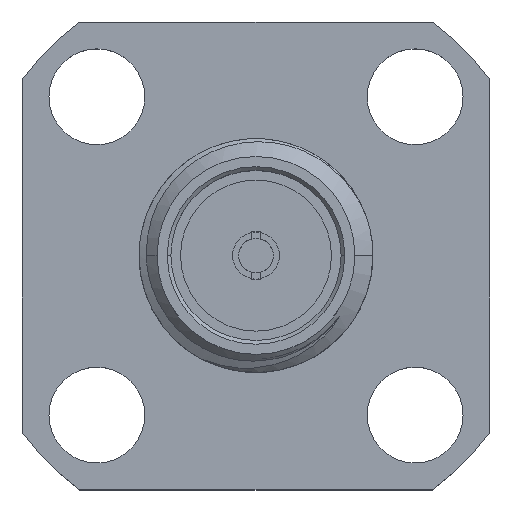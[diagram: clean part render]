
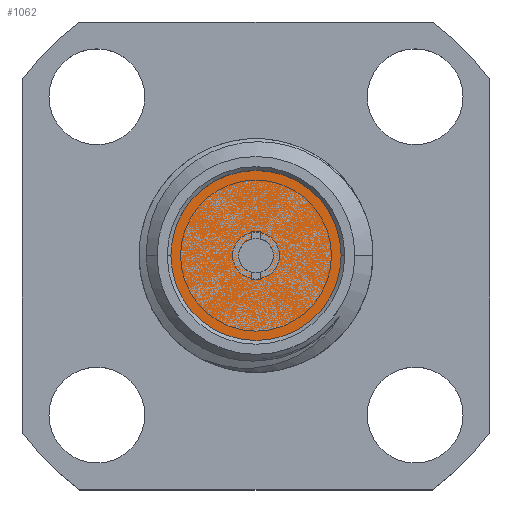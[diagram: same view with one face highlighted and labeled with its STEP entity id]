
A CAD part, top view. The second image highlights one B-rep face of the part: STEP entity #1062.
In plain terms, the highlighted planar face has unit normal (0, 0, 1).
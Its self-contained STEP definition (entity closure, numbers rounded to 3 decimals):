
#27 = EDGE_LOOP ( 'NONE', ( #5891, #5747 ) ) ;
#83 = CARTESIAN_POINT ( 'NONE',  ( 0.109, -0.644, 20.27 ) ) ;
#185 = CIRCLE ( 'NONE', #1573, 0.47 ) ;
#296 = VECTOR ( 'NONE', #5151, 1000. ) ;
#328 = CIRCLE ( 'NONE', #4048, 0.47 ) ;
#351 = CARTESIAN_POINT ( 'NONE',  ( -0.109, -0.644, 20.27 ) ) ;
#629 = DIRECTION ( 'NONE',  ( 0., 0., 1. ) ) ;
#692 = CARTESIAN_POINT ( 'NONE',  ( -0.109, -0.644, 20.27 ) ) ;
#805 = PLANE ( 'NONE',  #3284 ) ;
#810 = ORIENTED_EDGE ( 'NONE', *, *, #2512, .F. ) ;
#856 = ORIENTED_EDGE ( 'NONE', *, *, #3471, .F. ) ;
#861 = LINE ( 'NONE', #351, #6399 ) ;
#872 = EDGE_CURVE ( 'NONE', #1815, #2025, #6556, .T. ) ;
#923 = CARTESIAN_POINT ( 'NONE',  ( 0., 0., 20.27 ) ) ;
#1019 = ORIENTED_EDGE ( 'NONE', *, *, #1739, .F. ) ;
#1033 = ORIENTED_EDGE ( 'NONE', *, *, #3940, .F. ) ;
#1062 = ADVANCED_FACE ( 'NONE', ( #5370, #6379 ), #805, .T. ) ;
#1097 = CARTESIAN_POINT ( 'NONE',  ( 0., 0., 20.27 ) ) ;
#1172 = CIRCLE ( 'NONE', #5954, 0.47 ) ;
#1235 = DIRECTION ( 'NONE',  ( 1., 0., 0. ) ) ;
#1268 = CARTESIAN_POINT ( 'NONE',  ( 0.47, 0., 20.27 ) ) ;
#1330 = EDGE_CURVE ( 'NONE', #2405, #3765, #2710, .T. ) ;
#1339 = CARTESIAN_POINT ( 'NONE',  ( 0., 0., 20.27 ) ) ;
#1390 = CARTESIAN_POINT ( 'NONE',  ( -0.109, -0.644, 20.27 ) ) ;
#1504 = CARTESIAN_POINT ( 'NONE',  ( 0., 0., 20.27 ) ) ;
#1573 = AXIS2_PLACEMENT_3D ( 'NONE', #3552, #6041, #5956 ) ;
#1578 = AXIS2_PLACEMENT_3D ( 'NONE', #4022, #6018, #5991 ) ;
#1739 = EDGE_CURVE ( 'NONE', #3765, #2878, #6304, .T. ) ;
#1747 = CARTESIAN_POINT ( 'NONE',  ( -0.109, 0.644, 20.27 ) ) ;
#1815 = VERTEX_POINT ( 'NONE', #2629 ) ;
#1901 = CARTESIAN_POINT ( 'NONE',  ( 0.109, -0.457, 20.27 ) ) ;
#2025 = VERTEX_POINT ( 'NONE', #2368 ) ;
#2083 = EDGE_CURVE ( 'NONE', #5441, #2934, #185, .T. ) ;
#2155 = CARTESIAN_POINT ( 'NONE',  ( 0.109, 0.644, 20.27 ) ) ;
#2189 = CARTESIAN_POINT ( 'NONE',  ( -0.109, -0.644, 20.27 ) ) ;
#2367 = DIRECTION ( 'NONE',  ( 0., 0., 1. ) ) ;
#2368 = CARTESIAN_POINT ( 'NONE',  ( 2.31, 0., 20.27 ) ) ;
#2393 = DIRECTION ( 'NONE',  ( 0., -1., 0. ) ) ;
#2405 = VERTEX_POINT ( 'NONE', #5336 ) ;
#2409 = VERTEX_POINT ( 'NONE', #5966 ) ;
#2432 = CIRCLE ( 'NONE', #1578, 0.47 ) ;
#2489 = DIRECTION ( 'NONE',  ( 1., 0., 0. ) ) ;
#2512 = EDGE_CURVE ( 'NONE', #2934, #2405, #2432, .T. ) ;
#2616 = DIRECTION ( 'NONE',  ( 0., 1., 0. ) ) ;
#2629 = CARTESIAN_POINT ( 'NONE',  ( -2.31, 0., 20.27 ) ) ;
#2710 = LINE ( 'NONE', #2820, #5836 ) ;
#2725 = ORIENTED_EDGE ( 'NONE', *, *, #2083, .F. ) ;
#2820 = CARTESIAN_POINT ( 'NONE',  ( 0.109, -0.644, 20.27 ) ) ;
#2878 = VERTEX_POINT ( 'NONE', #5865 ) ;
#2934 = VERTEX_POINT ( 'NONE', #1268 ) ;
#2961 = DIRECTION ( 'NONE',  ( 0., 0., 1. ) ) ;
#2975 = ORIENTED_EDGE ( 'NONE', *, *, #1330, .F. ) ;
#3169 = DIRECTION ( 'NONE',  ( 0., 0., 1. ) ) ;
#3192 = VECTOR ( 'NONE', #4191, 1000. ) ;
#3284 = AXIS2_PLACEMENT_3D ( 'NONE', #923, #2961, #2489 ) ;
#3313 = ORIENTED_EDGE ( 'NONE', *, *, #4731, .F. ) ;
#3470 = EDGE_CURVE ( 'NONE', #4346, #4609, #6191, .T. ) ;
#3471 = EDGE_CURVE ( 'NONE', #2878, #4630, #4621, .T. ) ;
#3552 = CARTESIAN_POINT ( 'NONE',  ( 0., 0., 20.27 ) ) ;
#3706 = ORIENTED_EDGE ( 'NONE', *, *, #5743, .F. ) ;
#3765 = VERTEX_POINT ( 'NONE', #2155 ) ;
#3940 = EDGE_CURVE ( 'NONE', #4630, #4449, #1172, .T. ) ;
#4022 = CARTESIAN_POINT ( 'NONE',  ( 0., 0., 20.27 ) ) ;
#4048 = AXIS2_PLACEMENT_3D ( 'NONE', #1097, #3169, #5618 ) ;
#4123 = DIRECTION ( 'NONE',  ( 1., 0., 0. ) ) ;
#4191 = DIRECTION ( 'NONE',  ( 0., -1., 0. ) ) ;
#4198 = EDGE_LOOP ( 'NONE', ( #5089, #6535, #3313, #3706, #1033, #856, #1019, #2975, #810, #2725 ) ) ;
#4271 = AXIS2_PLACEMENT_3D ( 'NONE', #5190, #629, #1235 ) ;
#4346 = VERTEX_POINT ( 'NONE', #1390 ) ;
#4397 = DIRECTION ( 'NONE',  ( 1., 0., 0. ) ) ;
#4449 = VERTEX_POINT ( 'NONE', #6213 ) ;
#4570 = DIRECTION ( 'NONE',  ( 0., 0., 1. ) ) ;
#4609 = VERTEX_POINT ( 'NONE', #83 ) ;
#4621 = LINE ( 'NONE', #692, #3192 ) ;
#4630 = VERTEX_POINT ( 'NONE', #5797 ) ;
#4639 = EDGE_CURVE ( 'NONE', #2025, #1815, #5965, .T. ) ;
#4731 = EDGE_CURVE ( 'NONE', #2409, #4346, #861, .T. ) ;
#4858 = EDGE_CURVE ( 'NONE', #4609, #5441, #6110, .T. ) ;
#5089 = ORIENTED_EDGE ( 'NONE', *, *, #4858, .F. ) ;
#5095 = DIRECTION ( 'NONE',  ( 1., 0., 0. ) ) ;
#5151 = DIRECTION ( 'NONE',  ( -1., 0., 0. ) ) ;
#5190 = CARTESIAN_POINT ( 'NONE',  ( 0., 0., 20.27 ) ) ;
#5336 = CARTESIAN_POINT ( 'NONE',  ( 0.109, 0.457, 20.27 ) ) ;
#5370 = FACE_BOUND ( 'NONE', #4198, .T. ) ;
#5395 = AXIS2_PLACEMENT_3D ( 'NONE', #1504, #4570, #5095 ) ;
#5441 = VERTEX_POINT ( 'NONE', #1901 ) ;
#5542 = CARTESIAN_POINT ( 'NONE',  ( 0.109, -0.644, 20.27 ) ) ;
#5618 = DIRECTION ( 'NONE',  ( 1., 0., 0. ) ) ;
#5743 = EDGE_CURVE ( 'NONE', #4449, #2409, #328, .T. ) ;
#5747 = ORIENTED_EDGE ( 'NONE', *, *, #872, .T. ) ;
#5797 = CARTESIAN_POINT ( 'NONE',  ( -0.109, 0.457, 20.27 ) ) ;
#5836 = VECTOR ( 'NONE', #6377, 1000. ) ;
#5865 = CARTESIAN_POINT ( 'NONE',  ( -0.109, 0.644, 20.27 ) ) ;
#5891 = ORIENTED_EDGE ( 'NONE', *, *, #4639, .T. ) ;
#5954 = AXIS2_PLACEMENT_3D ( 'NONE', #1339, #2367, #4397 ) ;
#5956 = DIRECTION ( 'NONE',  ( 1., 0., 0. ) ) ;
#5965 = CIRCLE ( 'NONE', #4271, 2.31 ) ;
#5966 = CARTESIAN_POINT ( 'NONE',  ( -0.109, -0.457, 20.27 ) ) ;
#5991 = DIRECTION ( 'NONE',  ( 1., 0., 0. ) ) ;
#6018 = DIRECTION ( 'NONE',  ( 0., 0., 1. ) ) ;
#6041 = DIRECTION ( 'NONE',  ( 0., 0., 1. ) ) ;
#6047 = VECTOR ( 'NONE', #4123, 1000. ) ;
#6110 = LINE ( 'NONE', #5542, #6290 ) ;
#6191 = LINE ( 'NONE', #2189, #6047 ) ;
#6213 = CARTESIAN_POINT ( 'NONE',  ( -0.47, 0., 20.27 ) ) ;
#6290 = VECTOR ( 'NONE', #2616, 1000. ) ;
#6304 = LINE ( 'NONE', #1747, #296 ) ;
#6377 = DIRECTION ( 'NONE',  ( 0., 1., 0. ) ) ;
#6379 = FACE_OUTER_BOUND ( 'NONE', #27, .T. ) ;
#6399 = VECTOR ( 'NONE', #2393, 1000. ) ;
#6535 = ORIENTED_EDGE ( 'NONE', *, *, #3470, .F. ) ;
#6556 = CIRCLE ( 'NONE', #5395, 2.31 ) ;
